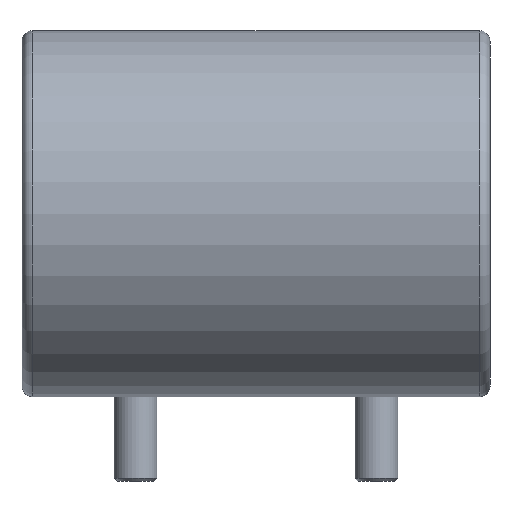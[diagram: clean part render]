
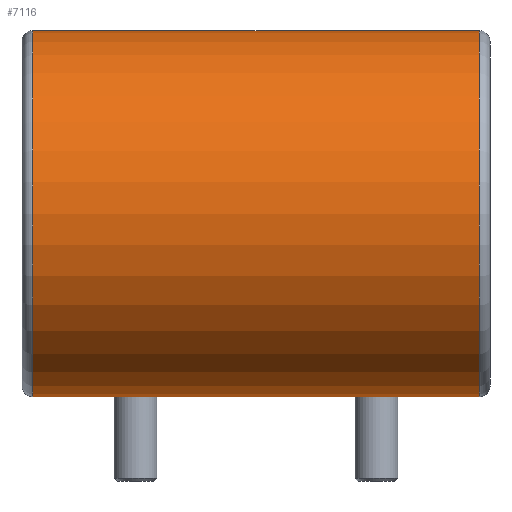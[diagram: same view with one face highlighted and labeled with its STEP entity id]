
A CAD part, front view. The second image highlights one B-rep face of the part: STEP entity #7116.
In plain terms, the highlighted cylindrical face has radius 34.2 mm (diameter 68.4 mm), a partial arc.
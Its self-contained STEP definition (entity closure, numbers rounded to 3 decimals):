
#11 = VERTEX_POINT ( 'NONE', #27028 ) ;
#840 = CIRCLE ( 'NONE', #9541, 34.2 ) ;
#998 = VERTEX_POINT ( 'NONE', #9089 ) ;
#1553 = DIRECTION ( 'NONE',  ( -1., 0., 0. ) ) ;
#2896 = ORIENTED_EDGE ( 'NONE', *, *, #33605, .F. ) ;
#3371 = CARTESIAN_POINT ( 'NONE',  ( 41.7, 0., -34.2 ) ) ;
#3645 = CYLINDRICAL_SURFACE ( 'NONE', #19966, 34.2 ) ;
#4449 = VECTOR ( 'NONE', #10461, 1000. ) ;
#4728 = VECTOR ( 'NONE', #6433, 1000. ) ;
#5538 = CARTESIAN_POINT ( 'NONE',  ( -41.7, 0., 0. ) ) ;
#6433 = DIRECTION ( 'NONE',  ( -1., 0., 0. ) ) ;
#7116 = ADVANCED_FACE ( 'NONE', ( #14987 ), #3645, .T. ) ;
#7128 = CARTESIAN_POINT ( 'NONE',  ( -41.7, 0., -34.2 ) ) ;
#8198 = CARTESIAN_POINT ( 'NONE',  ( -39.045, 0., 34.2 ) ) ;
#9089 = CARTESIAN_POINT ( 'NONE',  ( -41.7, 0., 34.2 ) ) ;
#9541 = AXIS2_PLACEMENT_3D ( 'NONE', #5538, #10817, #29615 ) ;
#10461 = DIRECTION ( 'NONE',  ( -1., 0., 0. ) ) ;
#10581 = CARTESIAN_POINT ( 'NONE',  ( -39.045, 0., -34.2 ) ) ;
#10817 = DIRECTION ( 'NONE',  ( -1., 0., 0. ) ) ;
#11162 = EDGE_LOOP ( 'NONE', ( #26353, #27230, #17343, #2896 ) ) ;
#11862 = LINE ( 'NONE', #8198, #4728 ) ;
#12582 = CARTESIAN_POINT ( 'NONE',  ( -39.045, 0., 0. ) ) ;
#13352 = DIRECTION ( 'NONE',  ( -1., 0., 0. ) ) ;
#14054 = AXIS2_PLACEMENT_3D ( 'NONE', #29442, #13352, #16025 ) ;
#14987 = FACE_OUTER_BOUND ( 'NONE', #11162, .T. ) ;
#16025 = DIRECTION ( 'NONE',  ( 0., 0., 1. ) ) ;
#17343 = ORIENTED_EDGE ( 'NONE', *, *, #32934, .T. ) ;
#18289 = CIRCLE ( 'NONE', #14054, 34.2 ) ;
#19966 = AXIS2_PLACEMENT_3D ( 'NONE', #12582, #1553, #28799 ) ;
#22158 = VERTEX_POINT ( 'NONE', #3371 ) ;
#24172 = LINE ( 'NONE', #10581, #4449 ) ;
#26353 = ORIENTED_EDGE ( 'NONE', *, *, #31292, .F. ) ;
#27028 = CARTESIAN_POINT ( 'NONE',  ( 41.7, 0., 34.2 ) ) ;
#27230 = ORIENTED_EDGE ( 'NONE', *, *, #30408, .T. ) ;
#28799 = DIRECTION ( 'NONE',  ( 0., 0., 1. ) ) ;
#29442 = CARTESIAN_POINT ( 'NONE',  ( 41.7, 0., 0. ) ) ;
#29615 = DIRECTION ( 'NONE',  ( 0., 0., 1. ) ) ;
#30408 = EDGE_CURVE ( 'NONE', #22158, #11, #18289, .T. ) ;
#31292 = EDGE_CURVE ( 'NONE', #22158, #33184, #24172, .T. ) ;
#32934 = EDGE_CURVE ( 'NONE', #11, #998, #11862, .T. ) ;
#33184 = VERTEX_POINT ( 'NONE', #7128 ) ;
#33605 = EDGE_CURVE ( 'NONE', #33184, #998, #840, .T. ) ;
